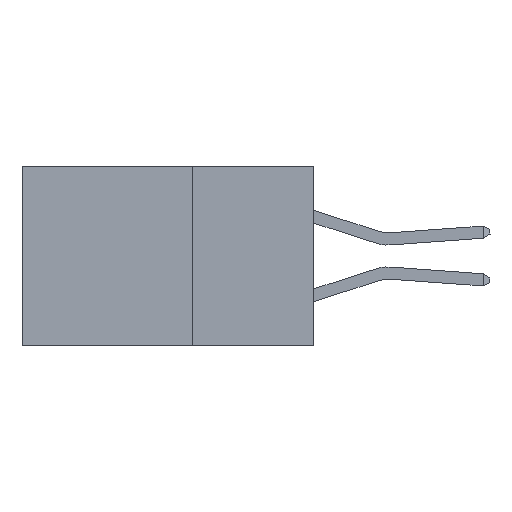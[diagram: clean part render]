
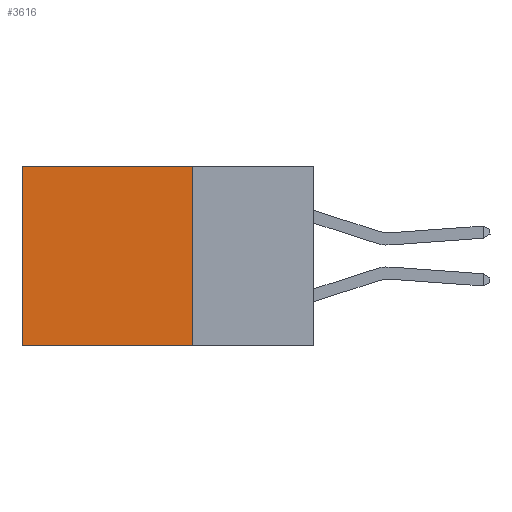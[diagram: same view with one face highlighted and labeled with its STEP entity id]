
A CAD part, left-side view. The second image highlights one B-rep face of the part: STEP entity #3616.
In plain terms, the highlighted planar face has unit normal (-1, 0, 0).
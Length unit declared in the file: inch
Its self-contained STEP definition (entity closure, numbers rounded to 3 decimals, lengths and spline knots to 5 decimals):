
#50 = AXIS2_PLACEMENT_3D ( 'NONE', #32286, #35670, #9553 ) ;
#510 = LINE ( 'NONE', #36174, #27888 ) ;
#1510 = VERTEX_POINT ( 'NONE', #1992 ) ;
#1992 = CARTESIAN_POINT ( 'NONE',  ( 0.2875, 0.25, 0. ) ) ;
#3433 = LINE ( 'NONE', #35898, #4215 ) ;
#3616 = ADVANCED_FACE ( 'NONE', ( #25494 ), #25289, .F. ) ;
#4215 = VECTOR ( 'NONE', #6822, 39.37008 ) ;
#5609 = DIRECTION ( 'NONE',  ( 0., 1., 0. ) ) ;
#6822 = DIRECTION ( 'NONE',  ( 0., 0., -1. ) ) ;
#7519 = VECTOR ( 'NONE', #19116, 39.37008 ) ;
#9553 = DIRECTION ( 'NONE',  ( 0., 0., -1. ) ) ;
#11552 = LINE ( 'NONE', #34298, #41628 ) ;
#11725 = VERTEX_POINT ( 'NONE', #30785 ) ;
#12286 = EDGE_LOOP ( 'NONE', ( #24940, #23368, #37320, #30528 ) ) ;
#17623 = EDGE_CURVE ( 'NONE', #1510, #17755, #32877, .T. ) ;
#17755 = VERTEX_POINT ( 'NONE', #24326 ) ;
#18054 = EDGE_CURVE ( 'NONE', #1510, #28299, #510, .T. ) ;
#19116 = DIRECTION ( 'NONE',  ( 0., 0., -1. ) ) ;
#19622 = DIRECTION ( 'NONE',  ( 0., 1., 0. ) ) ;
#21936 = EDGE_CURVE ( 'NONE', #28299, #11725, #3433, .T. ) ;
#23368 = ORIENTED_EDGE ( 'NONE', *, *, #30764, .F. ) ;
#24326 = CARTESIAN_POINT ( 'NONE',  ( 0.2875, 0.25, -0.37 ) ) ;
#24940 = ORIENTED_EDGE ( 'NONE', *, *, #21936, .T. ) ;
#25289 = PLANE ( 'NONE',  #50 ) ;
#25494 = FACE_OUTER_BOUND ( 'NONE', #12286, .T. ) ;
#26435 = CARTESIAN_POINT ( 'NONE',  ( 0.2875, 0.6, 0. ) ) ;
#27888 = VECTOR ( 'NONE', #19622, 39.37008 ) ;
#28299 = VERTEX_POINT ( 'NONE', #26435 ) ;
#29062 = CARTESIAN_POINT ( 'NONE',  ( 0.2875, 0.25, 0. ) ) ;
#30528 = ORIENTED_EDGE ( 'NONE', *, *, #18054, .T. ) ;
#30764 = EDGE_CURVE ( 'NONE', #17755, #11725, #11552, .T. ) ;
#30785 = CARTESIAN_POINT ( 'NONE',  ( 0.2875, 0.6, -0.37 ) ) ;
#32286 = CARTESIAN_POINT ( 'NONE',  ( 0.2875, 0.25, 0. ) ) ;
#32877 = LINE ( 'NONE', #29062, #7519 ) ;
#34298 = CARTESIAN_POINT ( 'NONE',  ( 0.2875, 0.25, -0.37 ) ) ;
#35670 = DIRECTION ( 'NONE',  ( 1., 0., 0. ) ) ;
#35898 = CARTESIAN_POINT ( 'NONE',  ( 0.2875, 0.6, 0. ) ) ;
#36174 = CARTESIAN_POINT ( 'NONE',  ( 0.2875, 0.25, 0. ) ) ;
#37320 = ORIENTED_EDGE ( 'NONE', *, *, #17623, .F. ) ;
#41628 = VECTOR ( 'NONE', #5609, 39.37008 ) ;
